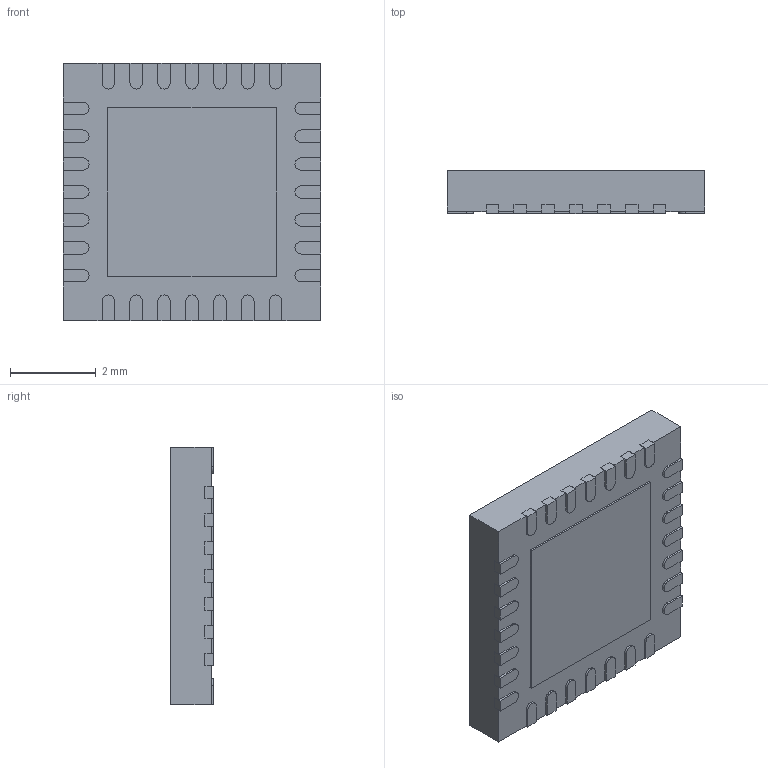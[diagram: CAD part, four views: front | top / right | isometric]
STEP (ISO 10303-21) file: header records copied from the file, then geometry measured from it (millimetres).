
FILE_DESCRIPTION (( 'STEP AP214' ), '1' );
FILE_NAME ('PIC32MX270F256B-50I_ML.STEP', '2023-04-03T05:47:31', ( '' ), ( '' ), 'SwSTEP 2.0', 'SolidWorks 2021', '' );
FILE_SCHEMA (( 'AUTOMOTIVE_DESIGN' ));
Length unit declared in the file: millimetre
Products named in the file (1): PIC32MX270F256B-50I_ML
Bounding box: 6 x 1 x 6 mm (x, y, z)
Volume: 35.2 mm3; surface area: 154.6 mm2
Topology: 31 solids, 31 shells, 318 faces, 762 edges, 508 vertices
Faces by surface type: plane 244, cylinder 74
Entity records: 9478 total; most frequent: CARTESIAN_POINT 1589, DIRECTION 1548, ORIENTED_EDGE 1524, EDGE_CURVE 762, VECTOR 614, LINE 614, VERTEX_POINT 508, AXIS2_PLACEMENT_3D 467
